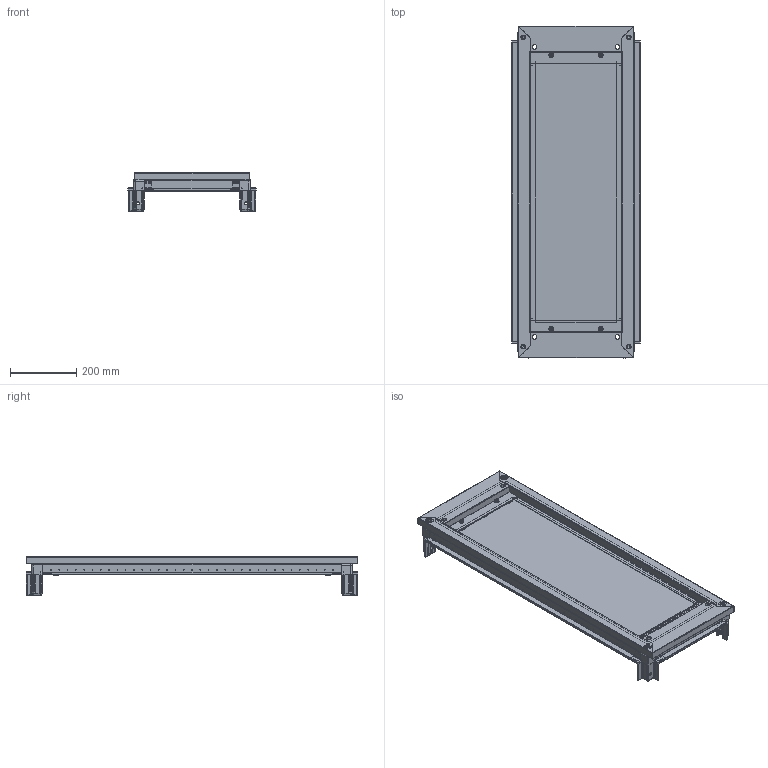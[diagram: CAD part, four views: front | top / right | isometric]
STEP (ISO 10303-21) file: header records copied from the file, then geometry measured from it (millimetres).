
FILE_DESCRIPTION (( 'STEP AP203' ), '1' );
FILE_NAME ('R5FUC104.step', '2011-03-03T12:08:58', ( 'User' ), ( 'DKC' ), 'SwSTEP 2.0', 'SolidWorks 2010', '' );
FILE_SCHEMA (( 'CONFIG_CONTROL_DESIGN' ));
Products named in the file (15): Acc00c561_Default; Solid base + sealing_1000x400; Solid base_1000x400; sealant for bottom_1000x400; R5FUC104; Lamiera trasversale per fondo da_1000; Lamiera laterale per fondo da_400; sealant for base_1000x400; Traversa laterale per quadro prof_400; Traversa frontale per quadro largh._1000; AC00C469S_Default; AC00C469D_Default; Traversa inferiore tenuta fondo_400; Capscrew with recessed hexahedron M6 x 10_ISO 4762 M6 x 10 --- 10S; Flange nut M6_ISO 7044-M6-S
Assembly tree (32 placements, depth 3):
  R5FUC104
    sealant for base_1000x400
    Acc00c561_Default  x6
    Lamiera laterale per fondo da_400  x2
    AC00C469D_Default  x2
    Traversa inferiore tenuta fondo_400  x2
    Capscrew with recessed hexahedron M6 x 10_ISO 4762 M6 x 10 --- 10S  x4
    Lamiera trasversale per fondo da_1000  x2
    AC00C469S_Default  x2
    Flange nut M6_ISO 7044-M6-S  x4
    Traversa frontale per quadro largh._1000  x2
    Traversa laterale per quadro prof_400  x2
    Solid base + sealing_1000x400
      Solid base_1000x400
      sealant for bottom_1000x400
Bounding box: 386.5 x 1000.5 x 116.25 mm (x, y, z)
Volume: 2029250 mm3; surface area: 2180193.3 mm2
Topology: 31 solids, 31 shells, 4305 faces, 11477 edges, 7250 vertices
Faces by surface type: plane 2446, cylinder 1219, cone 468, torus 100, sphere 40, bspline 32
Entity records: 64841 total; most frequent: CARTESIAN_POINT 12092, DIRECTION 10565, ORIENTED_EDGE 10512, EDGE_CURVE 5256, VECTOR 3685, LINE 3685, AXIS2_PLACEMENT_3D 3440, VERTEX_POINT 3337
